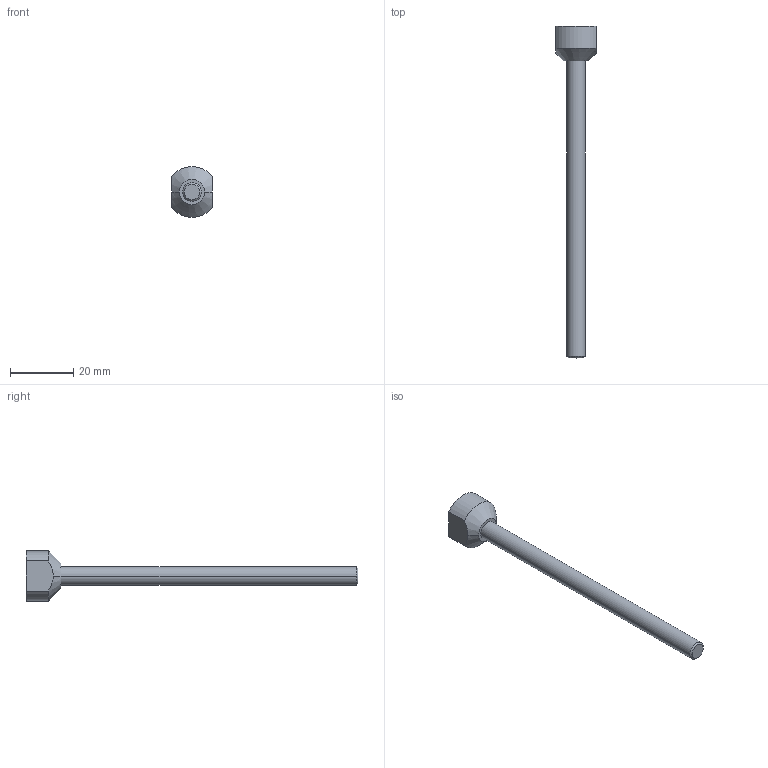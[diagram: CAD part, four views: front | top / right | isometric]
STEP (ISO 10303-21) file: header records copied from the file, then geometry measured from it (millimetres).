
FILE_DESCRIPTION (( 'STEP AP214' ), '1' );
FILE_NAME ('ZTK_PART_USIN_GOUJON BATTERIE.STEP', '2024-03-29T13:22:29', ( '' ), ( '' ), 'SwSTEP 2.0', 'SolidWorks 2024', '' );
FILE_SCHEMA (( 'AUTOMOTIVE_DESIGN' ));
Length unit declared in the file: millimetre
Products named in the file (1): ZTK_PART_USIN_GOUJON BATTERIE
Bounding box: 12.8 x 105 x 15.94 mm (x, y, z)
Volume: 4372.5 mm3; surface area: 2542.2 mm2
Topology: 1 solids, 1 shells, 13 faces, 28 edges, 18 vertices
Faces by surface type: plane 5, cone 4, cylinder 4
Entity records: 409 total; most frequent: CARTESIAN_POINT 96, DIRECTION 64, ORIENTED_EDGE 56, EDGE_CURVE 28, AXIS2_PLACEMENT_3D 26, VERTEX_POINT 18, EDGE_LOOP 14, ADVANCED_FACE 13
